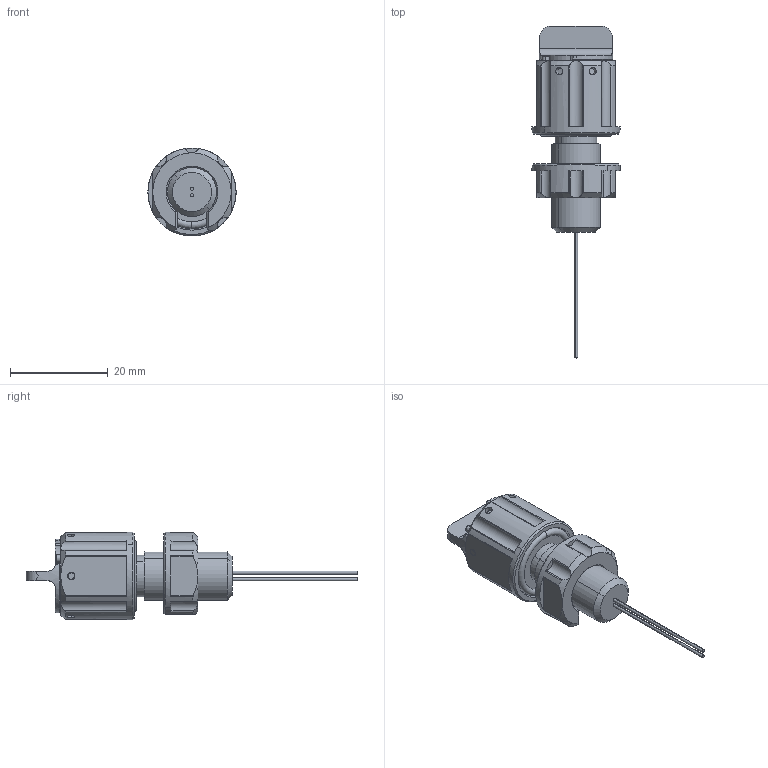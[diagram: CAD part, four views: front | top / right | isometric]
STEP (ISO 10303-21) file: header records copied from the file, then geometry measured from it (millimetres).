
FILE_DESCRIPTION (( 'STEP AP203' ), '1' );
FILE_NAME ('ELEC-M10x1XNKG0203.STEP', '2023-07-07T06:05:27', ( '' ), ( '' ), 'SwSTEP 2.0', 'SolidWorks 2022', '' );
FILE_SCHEMA (( 'CONFIG_CONTROL_DESIGN' ));
Length unit declared in the file: millimetre
Products named in the file (1): ELEC-M10x1XNKG0203
Bounding box: 18 x 67.8 x 17.97 mm (x, y, z)
Volume: 6312.5 mm3; surface area: 3308.9 mm2
Topology: 2 solids, 2 shells, 212 faces, 525 edges, 332 vertices
Faces by surface type: cylinder 114, plane 49, cone 39, torus 10
Entity records: 7029 total; most frequent: CARTESIAN_POINT 1952, DIRECTION 1060, ORIENTED_EDGE 1050, EDGE_CURVE 525, AXIS2_PLACEMENT_3D 436, VERTEX_POINT 332, EDGE_LOOP 227, CIRCLE 223
